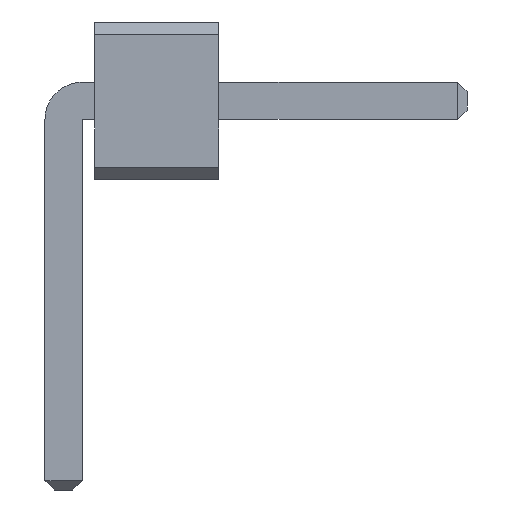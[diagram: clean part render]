
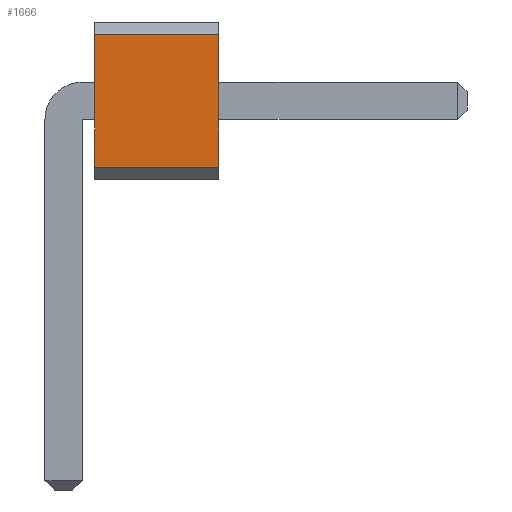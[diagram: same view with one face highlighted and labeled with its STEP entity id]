
A CAD part, front view. The second image highlights one B-rep face of the part: STEP entity #1666.
In plain terms, the highlighted planar face has unit normal (0, -1, 0).
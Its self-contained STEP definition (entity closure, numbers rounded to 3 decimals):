
#262 = VERTEX_POINT('',#263);
#263 = CARTESIAN_POINT('',(0.25,-5.5,1.17));
#269 = EDGE_CURVE('',#270,#262,#272,.T.);
#270 = VERTEX_POINT('',#271);
#271 = CARTESIAN_POINT('',(0.25,-5.5,0.1));
#272 = LINE('',#273,#274);
#273 = CARTESIAN_POINT('',(0.25,-5.5,0.1));
#274 = VECTOR('',#275,1.);
#275 = DIRECTION('',(0.,0.,1.));
#755 = VERTEX_POINT('',#756);
#756 = CARTESIAN_POINT('',(1.25,-5.5,1.17));
#762 = EDGE_CURVE('',#763,#755,#765,.T.);
#763 = VERTEX_POINT('',#764);
#764 = CARTESIAN_POINT('',(1.25,-5.5,0.1));
#765 = LINE('',#766,#767);
#766 = CARTESIAN_POINT('',(1.25,-5.5,0.1));
#767 = VECTOR('',#768,1.);
#768 = DIRECTION('',(0.,0.,1.));
#1638 = EDGE_CURVE('',#270,#763,#1639,.T.);
#1639 = LINE('',#1640,#1641);
#1640 = CARTESIAN_POINT('',(0.25,-5.5,0.1));
#1641 = VECTOR('',#1642,1.);
#1642 = DIRECTION('',(1.,0.,0.));
#1666 = ADVANCED_FACE('',(#1667),#1678,.T.);
#1667 = FACE_BOUND('',#1668,.T.);
#1668 = EDGE_LOOP('',(#1669,#1670,#1671,#1677));
#1669 = ORIENTED_EDGE('',*,*,#1638,.T.);
#1670 = ORIENTED_EDGE('',*,*,#762,.T.);
#1671 = ORIENTED_EDGE('',*,*,#1672,.F.);
#1672 = EDGE_CURVE('',#262,#755,#1673,.T.);
#1673 = LINE('',#1674,#1675);
#1674 = CARTESIAN_POINT('',(0.25,-5.5,1.17));
#1675 = VECTOR('',#1676,1.);
#1676 = DIRECTION('',(1.,0.,0.));
#1677 = ORIENTED_EDGE('',*,*,#269,.F.);
#1678 = PLANE('',#1679);
#1679 = AXIS2_PLACEMENT_3D('',#1680,#1681,#1682);
#1680 = CARTESIAN_POINT('',(0.25,-5.5,0.1));
#1681 = DIRECTION('',(0.,-1.,0.));
#1682 = DIRECTION('',(0.,0.,1.));
